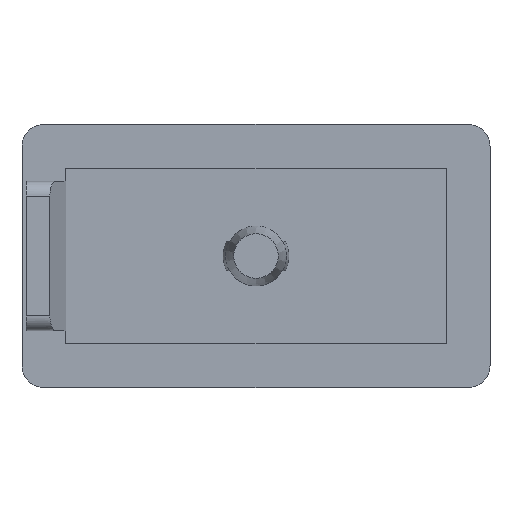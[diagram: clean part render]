
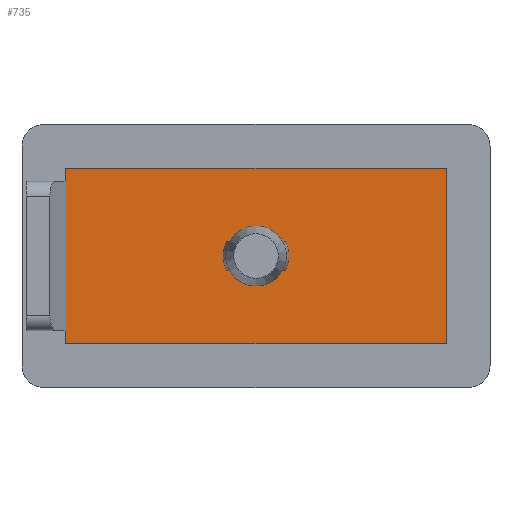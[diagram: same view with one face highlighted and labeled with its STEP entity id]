
A CAD part, front view. The second image highlights one B-rep face of the part: STEP entity #735.
In plain terms, the highlighted planar face has unit normal (0, -1, 0).
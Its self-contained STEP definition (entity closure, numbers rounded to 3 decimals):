
#31=FACE_BOUND('',#158,.T.);
#38=CIRCLE('',#785,2.25);
#46=CIRCLE('',#820,2.25);
#47=CIRCLE('',#821,2.05);
#48=CIRCLE('',#822,2.05);
#112=FACE_OUTER_BOUND('',#157,.T.);
#157=EDGE_LOOP('',(#602,#603,#604,#605));
#158=EDGE_LOOP('',(#606,#607,#608,#609,#610,#611,#612,#613));
#176=LINE('',#1069,#240);
#218=LINE('',#1291,#282);
#220=LINE('',#1295,#284);
#222=LINE('',#1298,#286);
#223=LINE('',#1304,#287);
#224=LINE('',#1307,#288);
#225=LINE('',#1309,#289);
#226=LINE('',#1312,#290);
#240=VECTOR('',#851,1000.);
#282=VECTOR('',#987,1000.);
#284=VECTOR('',#991,1000.);
#286=VECTOR('',#995,1000.);
#287=VECTOR('',#1000,1000.);
#288=VECTOR('',#1003,1000.);
#289=VECTOR('',#1004,1000.);
#290=VECTOR('',#1007,1000.);
#304=VERTEX_POINT('',#1066);
#305=VERTEX_POINT('',#1068);
#326=VERTEX_POINT('',#1126);
#327=VERTEX_POINT('',#1127);
#346=VERTEX_POINT('',#1290);
#347=VERTEX_POINT('',#1294);
#348=VERTEX_POINT('',#1300);
#349=VERTEX_POINT('',#1301);
#350=VERTEX_POINT('',#1303);
#351=VERTEX_POINT('',#1305);
#352=VERTEX_POINT('',#1308);
#353=VERTEX_POINT('',#1310);
#370=EDGE_CURVE('',#304,#305,#176,.T.);
#400=EDGE_CURVE('',#326,#327,#38,.F.);
#438=EDGE_CURVE('',#305,#346,#218,.T.);
#440=EDGE_CURVE('',#346,#347,#220,.T.);
#442=EDGE_CURVE('',#347,#304,#222,.T.);
#443=EDGE_CURVE('',#348,#349,#46,.F.);
#444=EDGE_CURVE('',#348,#350,#223,.T.);
#445=EDGE_CURVE('',#350,#351,#47,.T.);
#446=EDGE_CURVE('',#351,#327,#224,.T.);
#447=EDGE_CURVE('',#326,#352,#225,.T.);
#448=EDGE_CURVE('',#352,#353,#48,.T.);
#449=EDGE_CURVE('',#353,#349,#226,.T.);
#602=ORIENTED_EDGE('',*,*,#370,.F.);
#603=ORIENTED_EDGE('',*,*,#442,.F.);
#604=ORIENTED_EDGE('',*,*,#440,.F.);
#605=ORIENTED_EDGE('',*,*,#438,.F.);
#606=ORIENTED_EDGE('',*,*,#443,.F.);
#607=ORIENTED_EDGE('',*,*,#444,.T.);
#608=ORIENTED_EDGE('',*,*,#445,.T.);
#609=ORIENTED_EDGE('',*,*,#446,.T.);
#610=ORIENTED_EDGE('',*,*,#400,.F.);
#611=ORIENTED_EDGE('',*,*,#447,.T.);
#612=ORIENTED_EDGE('',*,*,#448,.T.);
#613=ORIENTED_EDGE('',*,*,#449,.T.);
#697=PLANE('',#819);
#735=ADVANCED_FACE('',(#112,#31),#697,.F.);
#785=AXIS2_PLACEMENT_3D('',#1128,#903,#904);
#819=AXIS2_PLACEMENT_3D('',#1299,#996,#997);
#820=AXIS2_PLACEMENT_3D('',#1302,#998,#999);
#821=AXIS2_PLACEMENT_3D('',#1306,#1001,#1002);
#822=AXIS2_PLACEMENT_3D('',#1311,#1005,#1006);
#851=DIRECTION('',(0.,0.,1.));
#903=DIRECTION('center_axis',(0.,1.,0.));
#904=DIRECTION('ref_axis',(0.,0.,1.));
#987=DIRECTION('',(1.,0.,0.));
#991=DIRECTION('',(0.,0.,-1.));
#995=DIRECTION('',(-1.,0.,0.));
#996=DIRECTION('center_axis',(0.,1.,0.));
#997=DIRECTION('ref_axis',(0.,0.,1.));
#998=DIRECTION('center_axis',(0.,1.,0.));
#999=DIRECTION('ref_axis',(0.,0.,1.));
#1000=DIRECTION('',(-1.,0.,0.));
#1001=DIRECTION('center_axis',(0.,1.,0.));
#1002=DIRECTION('ref_axis',(1.,0.,0.));
#1003=DIRECTION('',(-1.,0.,0.));
#1004=DIRECTION('',(1.,0.,0.));
#1005=DIRECTION('center_axis',(0.,1.,0.));
#1006=DIRECTION('ref_axis',(1.,0.,0.));
#1007=DIRECTION('',(1.,0.,0.));
#1066=CARTESIAN_POINT('',(-13.,-3.,-6.));
#1068=CARTESIAN_POINT('',(-13.,-3.,6.));
#1069=CARTESIAN_POINT('',(-13.,-3.,-6.));
#1126=CARTESIAN_POINT('',(-2.016,-3.,1.));
#1127=CARTESIAN_POINT('',(-2.016,-3.,-1.));
#1128=CARTESIAN_POINT('Origin',(0.,-3.,0.));
#1290=CARTESIAN_POINT('',(13.,-3.,6.));
#1291=CARTESIAN_POINT('',(-13.,-3.,6.));
#1294=CARTESIAN_POINT('',(13.,-3.,-6.));
#1295=CARTESIAN_POINT('',(13.,-3.,6.));
#1298=CARTESIAN_POINT('',(13.,-3.,-6.));
#1299=CARTESIAN_POINT('Origin',(0.,-3.,0.));
#1300=CARTESIAN_POINT('',(2.016,-3.,-1.));
#1301=CARTESIAN_POINT('',(2.016,-3.,1.));
#1302=CARTESIAN_POINT('Origin',(0.,-3.,0.));
#1303=CARTESIAN_POINT('',(1.79,-3.,-1.));
#1304=CARTESIAN_POINT('',(2.016,-3.,-1.));
#1305=CARTESIAN_POINT('',(-1.79,-3.,-1.));
#1306=CARTESIAN_POINT('Origin',(0.,-3.,0.));
#1307=CARTESIAN_POINT('',(-1.79,-3.,-1.));
#1308=CARTESIAN_POINT('',(-1.79,-3.,1.));
#1309=CARTESIAN_POINT('',(-2.016,-3.,1.));
#1310=CARTESIAN_POINT('',(1.79,-3.,1.));
#1311=CARTESIAN_POINT('Origin',(0.,-3.,0.));
#1312=CARTESIAN_POINT('',(1.79,-3.,1.));
